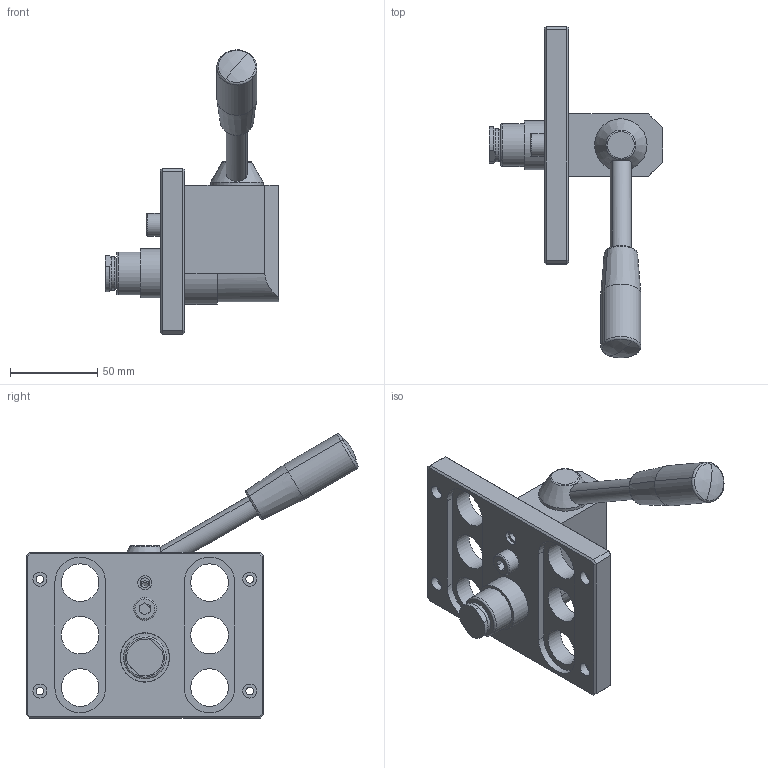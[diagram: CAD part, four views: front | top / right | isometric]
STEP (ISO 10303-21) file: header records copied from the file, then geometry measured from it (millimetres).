
FILE_DESCRIPTION(/* description */ (''),/* implementation_level */ '2;1');
FILE_NAME(/* name */ 'MKML06.stp',/* time_stamp */ '2023-04-25T09:06:03+02:00',/* author */ ('meier'),/* organization */ (''),/* preprocessor_version */ 'ST-DEVELOPER v18.1',/* originating_system */ 'Autodesk Inventor 2022',/* authorisation */ '0 mm^3');
FILE_SCHEMA (('AUTOMOTIVE_DESIGN { 1 0 10303 214 3 1 1 }'));
Length unit declared in the file: millimetre
Products named in the file (1): LUE_00039809
Bounding box: 99.1 x 189.91 x 162.59 mm (x, y, z)
Volume: 308179.8 mm3; surface area: 58224.1 mm2
Topology: 1 solids, 3 shells, 326 faces, 815 edges, 535 vertices
Faces by surface type: bspline 135, plane 131, cylinder 40, cone 9, torus 9, sphere 2
Full cylindrical faces by diameter (mm): 4.134 x1, 4.5 x4, 5.5 x1, 6.647 x1, 8 x6, 9 x1, 10 x1, 13 x1, 19 x1, 21.5 x6, 24.5 x1, 28 x1, 28.2 x1, 30 x1
Entity records: 11317 total; most frequent: CARTESIAN_POINT 3928, ORIENTED_EDGE 1624, DIRECTION 1020, EDGE_CURVE 812, VERTEX_POINT 532, LINE 420, VECTOR 420, EDGE_LOOP 388
